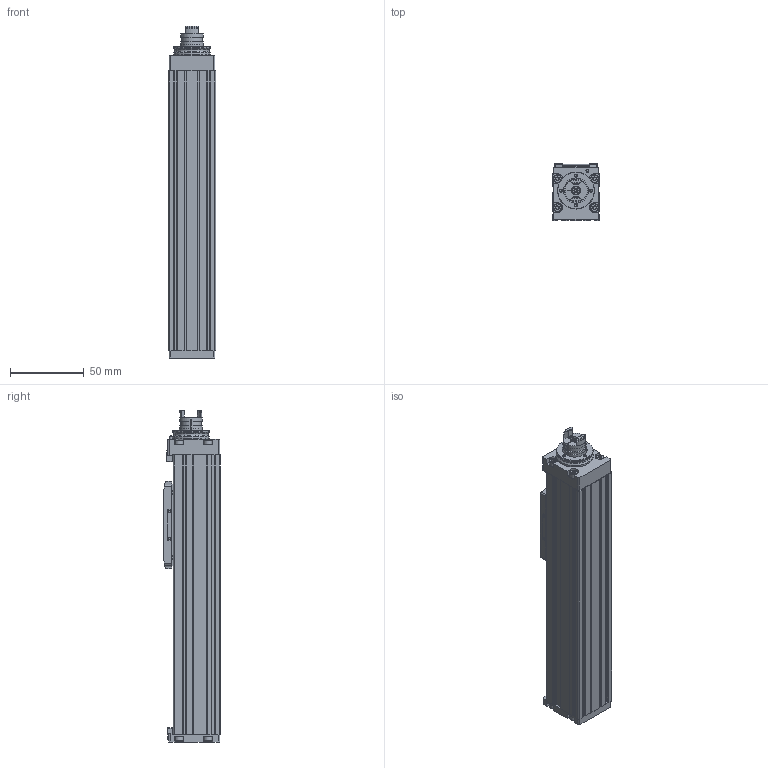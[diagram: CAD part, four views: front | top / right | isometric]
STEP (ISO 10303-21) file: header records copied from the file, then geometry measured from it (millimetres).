
FILE_DESCRIPTION(/* description */ ('STEP AP214'),/* implementation_level */ '2;1');
FILE_NAME(/* name */ '8061477_ELGC-BS-KF-32-100-8P',/* time_stamp */ '2024-08-26T09:28:30+02:00',/* author */ ('License CC BY-ND 4.0'),/* organization */ ('CADENAS'),/* preprocessor_version */ 'ST-DEVELOPER v19.3',/* originating_system */ 'PARTsolutions',/* authorisation */ ' ');
FILE_SCHEMA (('AUTOMOTIVE_DESIGN {1 0 10303 214 3 1 1}'));
Length unit declared in the file: millimetre
Products named in the file (7): 8061477 ELGC-BS-KF-32-100-8P---(0); 8058603 ELGC-BS-KF-32-100---(0000_g); 340115 M5-ADVU; 8058611 ELFC-KF-32---(Schlitt); 8141995 EAMC-15-GB8-D6x9-A; ISO 14579 M3x10(F); DIN-912 - M2x8(F)
Assembly tree (6 placements, depth 2):
  8061477 ELGC-BS-KF-32-100-8P---(0)
    8058603 ELGC-BS-KF-32-100---(0000_g)
    340115 M5-ADVU
    8058611 ELFC-KF-32---(Schlitt)
    8141995 EAMC-15-GB8-D6x9-A
    ISO 14579 M3x10(F)
    DIN-912 - M2x8(F)
Bounding box: 32 x 38.5 x 224.4 mm (x, y, z)
Volume: 190663.5 mm3; surface area: 62127.6 mm2
Topology: 6 solids, 6 shells, 753 faces, 1971 edges, 1282 vertices
Faces by surface type: plane 376, cylinder 301, cone 62, torus 14
Full cylindrical faces by diameter (mm): 1.221 x4, 1.567 x1, 2 x8, 2.459 x9, 2.5 x1, 3 x5, 3.8 x3, 3.95 x1, 4.134 x1, 4.2 x1, 5 x1, 5.5 x9, 6 x1, 17 x1, 23.1 x1, 24.8 x1, 25 x1
Entity records: 24136 total; most frequent: CARTESIAN_POINT 4138, DIRECTION 3948, ORIENTED_EDGE 3684, EDGE_CURVE 1842, AXIS2_PLACEMENT_3D 1420, VERTEX_POINT 1264, LINE 1108, VECTOR 1108
